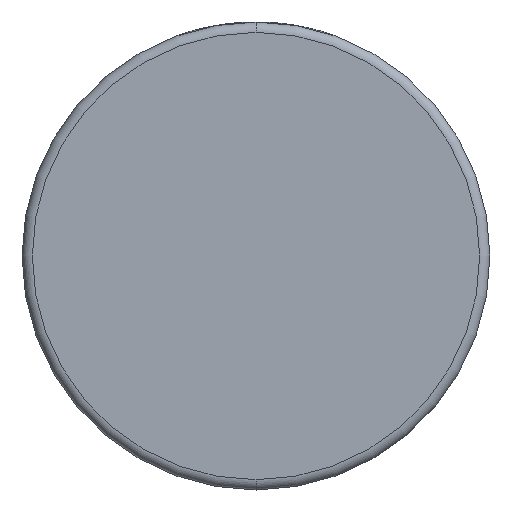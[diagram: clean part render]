
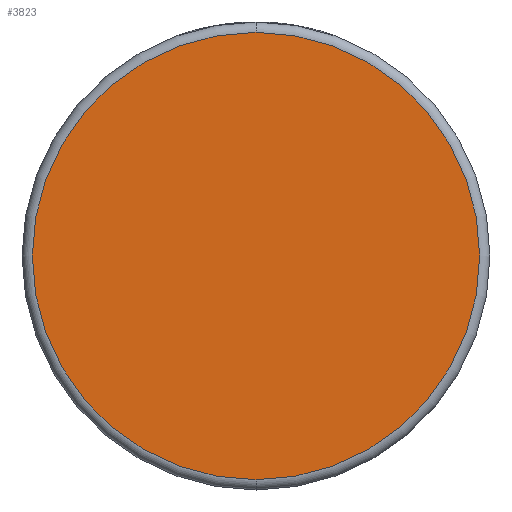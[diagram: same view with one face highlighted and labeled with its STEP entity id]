
A CAD part, front view. The second image highlights one B-rep face of the part: STEP entity #3823.
In plain terms, the highlighted planar face has unit normal (0, -1, 0).
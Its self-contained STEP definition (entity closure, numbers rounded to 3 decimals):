
#27 = DIRECTION ( 'NONE',  ( 0., -1., 0. ) ) ;
#65 = CARTESIAN_POINT ( 'NONE',  ( 0., 0., -43.5 ) ) ;
#460 = VERTEX_POINT ( 'NONE', #3066 ) ;
#590 = DIRECTION ( 'NONE',  ( 0., 0., 1. ) ) ;
#730 = CARTESIAN_POINT ( 'NONE',  ( 0., 0., 0. ) ) ;
#817 = FACE_OUTER_BOUND ( 'NONE', #1583, .T. ) ;
#896 = CIRCLE ( 'NONE', #2296, 43.5 ) ;
#1030 = CARTESIAN_POINT ( 'NONE',  ( 0., 0., 0. ) ) ;
#1047 = DIRECTION ( 'NONE',  ( 0., 1., 0. ) ) ;
#1496 = CIRCLE ( 'NONE', #1949, 43.5 ) ;
#1498 = ORIENTED_EDGE ( 'NONE', *, *, #3030, .T. ) ;
#1553 = ORIENTED_EDGE ( 'NONE', *, *, #2420, .T. ) ;
#1583 = EDGE_LOOP ( 'NONE', ( #1498, #1553 ) ) ;
#1808 = AXIS2_PLACEMENT_3D ( 'NONE', #1030, #1047, #2298 ) ;
#1949 = AXIS2_PLACEMENT_3D ( 'NONE', #730, #2375, #2358 ) ;
#2199 = CARTESIAN_POINT ( 'NONE',  ( 0., 0., 0. ) ) ;
#2296 = AXIS2_PLACEMENT_3D ( 'NONE', #2199, #27, #590 ) ;
#2298 = DIRECTION ( 'NONE',  ( 0., 0., 1. ) ) ;
#2358 = DIRECTION ( 'NONE',  ( 0., 0., 1. ) ) ;
#2375 = DIRECTION ( 'NONE',  ( 0., -1., 0. ) ) ;
#2420 = EDGE_CURVE ( 'NONE', #2932, #460, #896, .T. ) ;
#2932 = VERTEX_POINT ( 'NONE', #65 ) ;
#3030 = EDGE_CURVE ( 'NONE', #460, #2932, #1496, .T. ) ;
#3066 = CARTESIAN_POINT ( 'NONE',  ( 0., 0., 43.5 ) ) ;
#3823 = ADVANCED_FACE ( 'NONE', ( #817 ), #3979, .F. ) ;
#3979 = PLANE ( 'NONE',  #1808 ) ;
